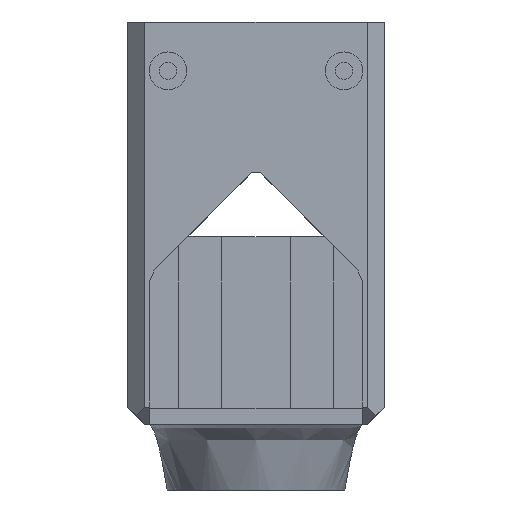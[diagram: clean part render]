
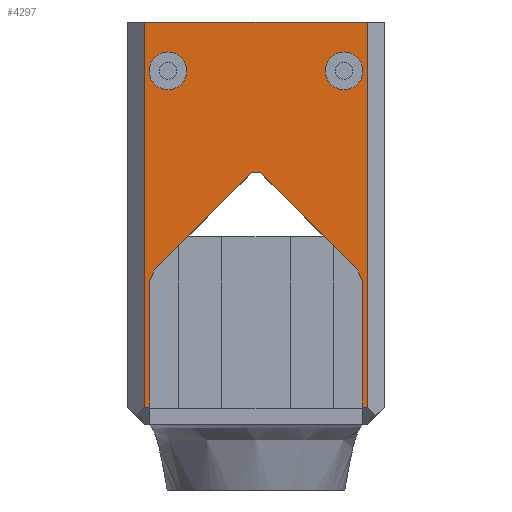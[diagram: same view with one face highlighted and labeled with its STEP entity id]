
A CAD part, front view. The second image highlights one B-rep face of the part: STEP entity #4297.
In plain terms, the highlighted planar face has unit normal (0, -1, 0).
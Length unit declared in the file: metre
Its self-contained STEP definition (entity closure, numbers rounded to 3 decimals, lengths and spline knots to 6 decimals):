
#117=CIRCLE('',#4547,0.0022);
#118=CIRCLE('',#4548,0.0022);
#368=ORIENTED_EDGE('',*,*,#1647,.F.);
#369=ORIENTED_EDGE('',*,*,#1648,.F.);
#370=ORIENTED_EDGE('',*,*,#1649,.T.);
#371=ORIENTED_EDGE('',*,*,#1650,.T.);
#372=ORIENTED_EDGE('',*,*,#1651,.T.);
#373=ORIENTED_EDGE('',*,*,#1652,.T.);
#374=ORIENTED_EDGE('',*,*,#1653,.T.);
#375=ORIENTED_EDGE('',*,*,#1654,.T.);
#376=ORIENTED_EDGE('',*,*,#1655,.T.);
#377=ORIENTED_EDGE('',*,*,#1656,.T.);
#378=ORIENTED_EDGE('',*,*,#1657,.T.);
#379=ORIENTED_EDGE('',*,*,#1658,.T.);
#380=ORIENTED_EDGE('',*,*,#1659,.T.);
#381=ORIENTED_EDGE('',*,*,#1660,.T.);
#1647=EDGE_CURVE('',#2286,#2286,#117,.T.);
#1648=EDGE_CURVE('',#2287,#2287,#118,.T.);
#1649=EDGE_CURVE('',#2288,#2289,#2726,.T.);
#1650=EDGE_CURVE('',#2289,#2290,#2727,.T.);
#1651=EDGE_CURVE('',#2290,#2291,#2728,.T.);
#1652=EDGE_CURVE('',#2291,#2292,#2729,.T.);
#1653=EDGE_CURVE('',#2292,#2293,#2730,.T.);
#1654=EDGE_CURVE('',#2293,#2294,#2731,.F.);
#1655=EDGE_CURVE('',#2294,#2295,#2732,.T.);
#1656=EDGE_CURVE('',#2295,#2296,#2733,.T.);
#1657=EDGE_CURVE('',#2296,#2297,#2734,.T.);
#1658=EDGE_CURVE('',#2297,#2298,#2735,.T.);
#1659=EDGE_CURVE('',#2298,#2299,#2736,.T.);
#1660=EDGE_CURVE('',#2299,#2288,#2737,.T.);
#2286=VERTEX_POINT('',#6331);
#2287=VERTEX_POINT('',#6333);
#2288=VERTEX_POINT('',#6335);
#2289=VERTEX_POINT('',#6336);
#2290=VERTEX_POINT('',#6338);
#2291=VERTEX_POINT('',#6340);
#2292=VERTEX_POINT('',#6342);
#2293=VERTEX_POINT('',#6344);
#2294=VERTEX_POINT('',#6346);
#2295=VERTEX_POINT('',#6348);
#2296=VERTEX_POINT('',#6350);
#2297=VERTEX_POINT('',#6352);
#2298=VERTEX_POINT('',#6354);
#2299=VERTEX_POINT('',#6356);
#2726=LINE('',#6334,#3203);
#2727=LINE('',#6337,#3204);
#2728=LINE('',#6339,#3205);
#2729=LINE('',#6341,#3206);
#2730=LINE('',#6343,#3207);
#2731=LINE('',#6345,#3208);
#2732=LINE('',#6347,#3209);
#2733=LINE('',#6349,#3210);
#2734=LINE('',#6351,#3211);
#2735=LINE('',#6353,#3212);
#2736=LINE('',#6355,#3213);
#2737=LINE('',#6357,#3214);
#3203=VECTOR('',#5030,1.);
#3204=VECTOR('',#5031,1.);
#3205=VECTOR('',#5032,1.);
#3206=VECTOR('',#5033,1.);
#3207=VECTOR('',#5034,1.);
#3208=VECTOR('',#5035,1.);
#3209=VECTOR('',#5036,1.);
#3210=VECTOR('',#5037,1.);
#3211=VECTOR('',#5038,1.);
#3212=VECTOR('',#5039,1.);
#3213=VECTOR('',#5040,1.);
#3214=VECTOR('',#5041,1.);
#3617=EDGE_LOOP('',(#368));
#3618=EDGE_LOOP('',(#369));
#3619=EDGE_LOOP('',(#370,#371,#372,#373,#374,#375,#376,#377,#378,#379,#380,
#381));
#3885=FACE_BOUND('',#3617,.T.);
#3886=FACE_BOUND('',#3618,.T.);
#3887=FACE_BOUND('',#3619,.T.);
#4148=PLANE('',#4546);
#4297=ADVANCED_FACE('',(#3885,#3886,#3887),#4148,.T.);
#4546=AXIS2_PLACEMENT_3D('',#6329,#5024,#5025);
#4547=AXIS2_PLACEMENT_3D('',#6330,#5026,#5027);
#4548=AXIS2_PLACEMENT_3D('',#6332,#5028,#5029);
#5024=DIRECTION('',(0.,-1.,0.));
#5025=DIRECTION('',(0.,0.,-1.));
#5026=DIRECTION('',(0.,-1.,0.));
#5027=DIRECTION('',(0.,0.,-1.));
#5028=DIRECTION('',(0.,-1.,0.));
#5029=DIRECTION('',(0.,0.,-1.));
#5030=DIRECTION('',(0.,0.,-1.));
#5031=DIRECTION('',(1.,0.,0.));
#5032=DIRECTION('',(0.,0.,1.));
#5033=DIRECTION('',(0.383,0.,0.924));
#5034=DIRECTION('',(0.707,0.,0.707));
#5035=DIRECTION('',(-1.,0.,0.));
#5036=DIRECTION('',(0.707,0.,-0.707));
#5037=DIRECTION('',(0.383,0.,-0.924));
#5038=DIRECTION('',(0.,0.,-1.));
#5039=DIRECTION('',(1.,0.,0.));
#5040=DIRECTION('',(0.,0.,1.));
#5041=DIRECTION('',(-1.,0.,0.));
#6329=CARTESIAN_POINT('',(0.,-0.0208,0.0235));
#6330=CARTESIAN_POINT('',(-0.010288,-0.0208,0.0178));
#6331=CARTESIAN_POINT('',(-0.010288,-0.0208,0.0156));
#6332=CARTESIAN_POINT('',(0.010288,-0.0208,0.0178));
#6333=CARTESIAN_POINT('',(0.010288,-0.0208,0.0156));
#6334=CARTESIAN_POINT('',(-0.013,-0.0208,-0.0235));
#6335=CARTESIAN_POINT('',(-0.013,-0.0208,0.0235));
#6336=CARTESIAN_POINT('',(-0.013,-0.0208,-0.0215));
#6337=CARTESIAN_POINT('',(-0.0124,-0.0208,-0.0215));
#6338=CARTESIAN_POINT('',(-0.0124,-0.0208,-0.0215));
#6339=CARTESIAN_POINT('',(-0.0124,-0.0208,-0.01475));
#6340=CARTESIAN_POINT('',(-0.0124,-0.0208,-0.00675));
#6341=CARTESIAN_POINT('',(-0.0124,-0.0208,-0.00675));
#6342=CARTESIAN_POINT('',(-0.01187,-0.0208,-0.00547));
#6343=CARTESIAN_POINT('',(-0.0062,-0.0208,0.0002));
#6344=CARTESIAN_POINT('',(-0.00053,-0.0208,0.00587));
#6345=CARTESIAN_POINT('',(-0.00053,-0.0208,0.00587));
#6346=CARTESIAN_POINT('',(0.00053,-0.0208,0.00587));
#6347=CARTESIAN_POINT('',(0.0062,-0.0208,0.0002));
#6348=CARTESIAN_POINT('',(0.01187,-0.0208,-0.00547));
#6349=CARTESIAN_POINT('',(0.01187,-0.0208,-0.00547));
#6350=CARTESIAN_POINT('',(0.0124,-0.0208,-0.00675));
#6351=CARTESIAN_POINT('',(0.0124,-0.0208,-0.01475));
#6352=CARTESIAN_POINT('',(0.0124,-0.0208,-0.0215));
#6353=CARTESIAN_POINT('',(0.013,-0.0208,-0.0215));
#6354=CARTESIAN_POINT('',(0.013,-0.0208,-0.0215));
#6355=CARTESIAN_POINT('',(0.013,-0.0208,0.0235));
#6356=CARTESIAN_POINT('',(0.013,-0.0208,0.0235));
#6357=CARTESIAN_POINT('',(0.,-0.0208,0.0235));
